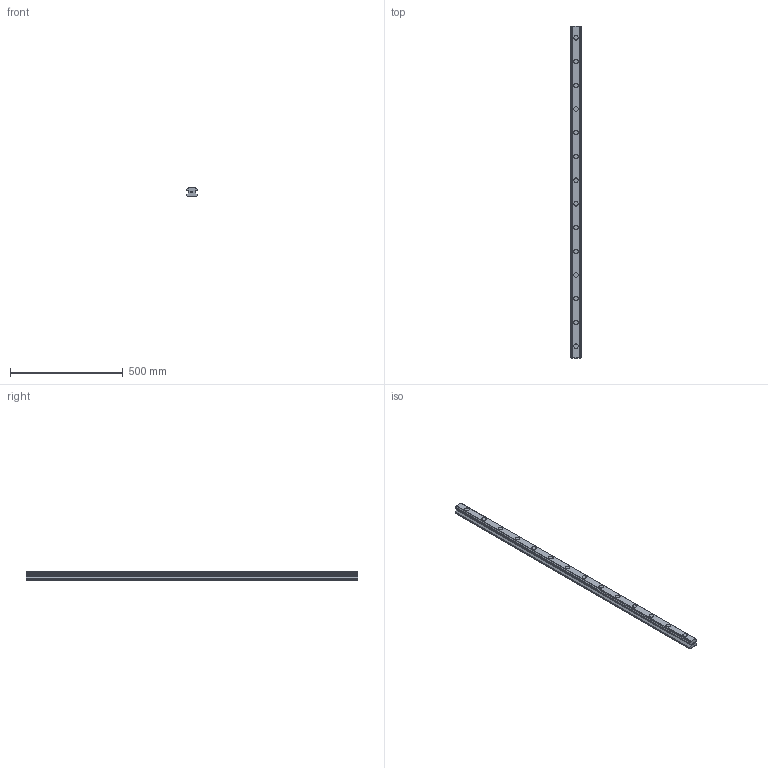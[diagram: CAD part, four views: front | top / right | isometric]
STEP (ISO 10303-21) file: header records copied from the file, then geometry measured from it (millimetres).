
FILE_DESCRIPTION(('STEP AP214'),'1');
FILE_NAME('cctmp_A8344A36-1F4C-43F0-AC30-D5C654A47296_2020_10_29_11_8_18_395..stp','2020-10-29T10:08:18',('HIWIN GmbH'),('CADClick - www.CADClick.com'),'Spatial InterOp 3D',' ','unknown authorization');
FILE_SCHEMA(('AUTOMOTIVE_DESIGN'));
Length unit declared in the file: millimetre
Products named in the file (1): HGR45R1470H_FILE
Bounding box: 45 x 1470 x 38 mm (x, y, z)
Volume: 1977434.5 mm3; surface area: 286538.2 mm2
Topology: 1 solids, 1 shells, 223 faces, 525 edges, 350 vertices
Faces by surface type: plane 135, cylinder 88
Entity records: 8243 total; most frequent: DIRECTION 1149, CARTESIAN_POINT 1099, ORIENTED_EDGE 1050, EDGE_CURVE 525, AXIS2_PLACEMENT_3D 400, VERTEX_POINT 350, LINE 349, VECTOR 349
